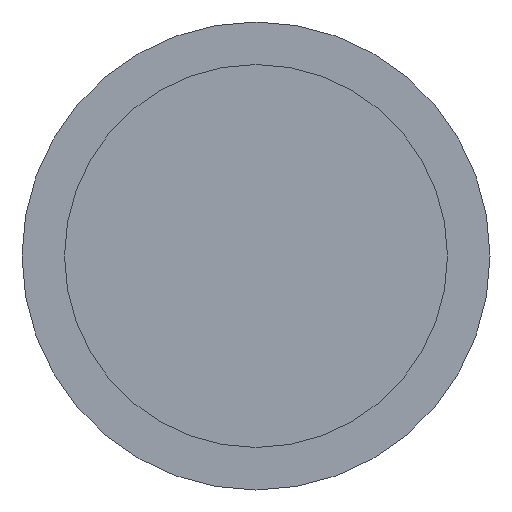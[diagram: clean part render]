
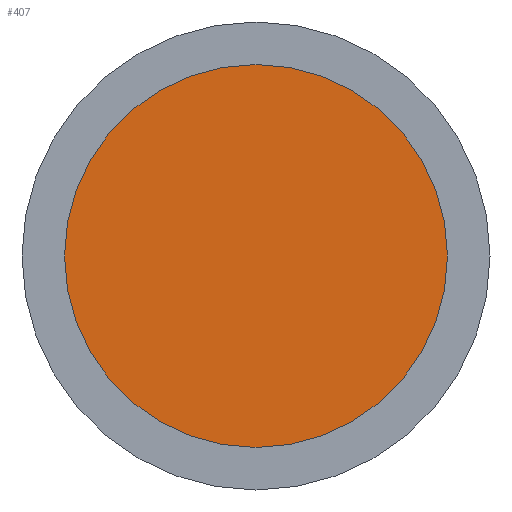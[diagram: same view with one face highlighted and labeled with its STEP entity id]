
A CAD part, front view. The second image highlights one B-rep face of the part: STEP entity #407.
In plain terms, the highlighted planar face has unit normal (0, -1, 0).
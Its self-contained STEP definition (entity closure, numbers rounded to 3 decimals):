
#132=CARTESIAN_POINT('',(0.,-11.5,0.));
#133=DIRECTION('',(0.,1.,0.));
#134=DIRECTION('',(-1.,0.,0.));
#135=AXIS2_PLACEMENT_3D('',#132,#133,#134);
#137=CARTESIAN_POINT('',(0.,-11.5,0.));
#138=DIRECTION('',(0.,-1.,0.));
#139=DIRECTION('',(-1.,0.,0.));
#140=AXIS2_PLACEMENT_3D('',#137,#138,#139);
#159=CARTESIAN_POINT('',(-4.5,-11.5,0.));
#161=VERTEX_POINT('',#159);
#179=CARTESIAN_POINT('',(4.5,-11.5,0.));
#181=VERTEX_POINT('',#179);
#398=CARTESIAN_POINT('',(0.,-11.5,0.));
#399=DIRECTION('',(0.,-1.,0.));
#400=DIRECTION('',(-1.,0.,0.));
#401=AXIS2_PLACEMENT_3D('',#398,#399,#400);
#402=PLANE('',#401);
#403=ORIENTED_EDGE('',*,*,#393,.T.);
#404=ORIENTED_EDGE('',*,*,#377,.F.);
#405=EDGE_LOOP('',(#403,#404));
#406=FACE_OUTER_BOUND('',#405,.F.);
#136=CIRCLE('',#135,4.5);
#141=CIRCLE('',#140,4.5);
#377=EDGE_CURVE('',#161,#181,#141,.T.);
#393=EDGE_CURVE('',#161,#181,#136,.T.);
#407=ADVANCED_FACE('',(#406),#402,.T.);
